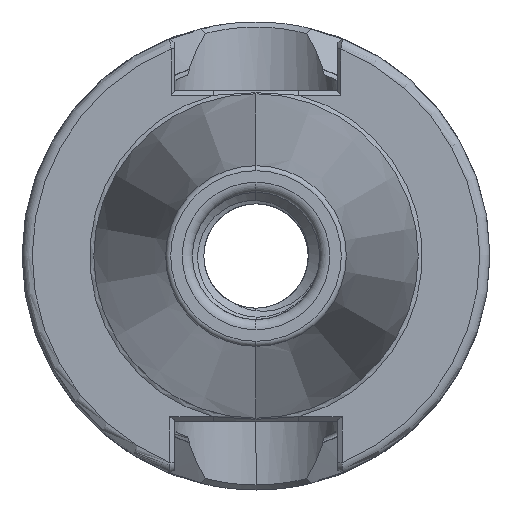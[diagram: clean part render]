
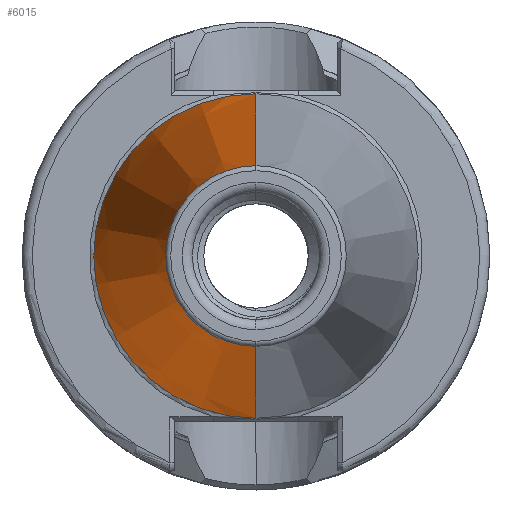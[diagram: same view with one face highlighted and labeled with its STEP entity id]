
A CAD part, left-side view. The second image highlights one B-rep face of the part: STEP entity #6015.
In plain terms, the highlighted conical face has half-angle 8.297 degrees and reference radius 15.948 mm.
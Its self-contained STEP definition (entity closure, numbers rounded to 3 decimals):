
#3771 = VERTEX_POINT ( 'NONE', #11045 ) ;
#3776 = VERTEX_POINT ( 'NONE', #11099 ) ;
#3944 = FACE_OUTER_BOUND ( 'NONE', #15003, .T. ) ;
#4010 = CONICAL_SURFACE ( 'NONE', #17777, 15.948, 0.145 ) ;
#4123 = AXIS2_PLACEMENT_3D ( 'NONE', #7944, #7938, #7954 ) ;
#4154 = AXIS2_PLACEMENT_3D ( 'NONE', #8827, #8837, #8807 ) ;
#6015 = ADVANCED_FACE ( 'NONE', ( #3944 ), #4010, .T. ) ;
#7432 = CIRCLE ( 'NONE', #4154, 15.948 ) ;
#7435 = LINE ( 'NONE', #8778, #7469 ) ;
#7469 = VECTOR ( 'NONE', #8767, 1000. ) ;
#7480 = LINE ( 'NONE', #8009, #7504 ) ;
#7499 = CIRCLE ( 'NONE', #4123, 8.879 ) ;
#7504 = VECTOR ( 'NONE', #7990, 1000. ) ;
#7938 = DIRECTION ( 'NONE',  ( 1., 0., 0. ) ) ;
#7944 = CARTESIAN_POINT ( 'NONE',  ( -49.972, 0., 0. ) ) ;
#7954 = DIRECTION ( 'NONE',  ( 0., 0., -1. ) ) ;
#7990 = DIRECTION ( 'NONE',  ( 0.99, 0., -0.144 ) ) ;
#8009 = CARTESIAN_POINT ( 'NONE',  ( -1.5, 0., -15.948 ) ) ;
#8767 = DIRECTION ( 'NONE',  ( 0.99, 0., 0.144 ) ) ;
#8778 = CARTESIAN_POINT ( 'NONE',  ( -1.5, 0., 15.948 ) ) ;
#8807 = DIRECTION ( 'NONE',  ( 0., 0., -1. ) ) ;
#8827 = CARTESIAN_POINT ( 'NONE',  ( -1.5, 0., 0. ) ) ;
#8837 = DIRECTION ( 'NONE',  ( 1., 0., 0. ) ) ;
#10731 = VERTEX_POINT ( 'NONE', #18385 ) ;
#10766 = VERTEX_POINT ( 'NONE', #18413 ) ;
#11045 = CARTESIAN_POINT ( 'NONE',  ( -49.972, 0., -8.879 ) ) ;
#11099 = CARTESIAN_POINT ( 'NONE',  ( -1.5, 0., -15.948 ) ) ;
#14625 = CARTESIAN_POINT ( 'NONE',  ( -1.5, 0., 0. ) ) ;
#14633 = DIRECTION ( 'NONE',  ( 1., 0., 0. ) ) ;
#14634 = DIRECTION ( 'NONE',  ( 0., 0., -1. ) ) ;
#15003 = EDGE_LOOP ( 'NONE', ( #19043, #19008, #19035, #19083 ) ) ;
#15382 = EDGE_CURVE ( 'NONE', #10731, #10766, #7435, .T. ) ;
#15390 = EDGE_CURVE ( 'NONE', #3776, #10766, #7432, .T. ) ;
#15405 = EDGE_CURVE ( 'NONE', #3771, #10731, #7499, .T. ) ;
#15420 = EDGE_CURVE ( 'NONE', #3771, #3776, #7480, .T. ) ;
#17777 = AXIS2_PLACEMENT_3D ( 'NONE', #14625, #14633, #14634 ) ;
#18385 = CARTESIAN_POINT ( 'NONE',  ( -49.972, 0., 8.879 ) ) ;
#18413 = CARTESIAN_POINT ( 'NONE',  ( -1.5, 0., 15.948 ) ) ;
#19008 = ORIENTED_EDGE ( 'NONE', *, *, #15382, .T. ) ;
#19035 = ORIENTED_EDGE ( 'NONE', *, *, #15390, .F. ) ;
#19043 = ORIENTED_EDGE ( 'NONE', *, *, #15405, .T. ) ;
#19083 = ORIENTED_EDGE ( 'NONE', *, *, #15420, .F. ) ;
